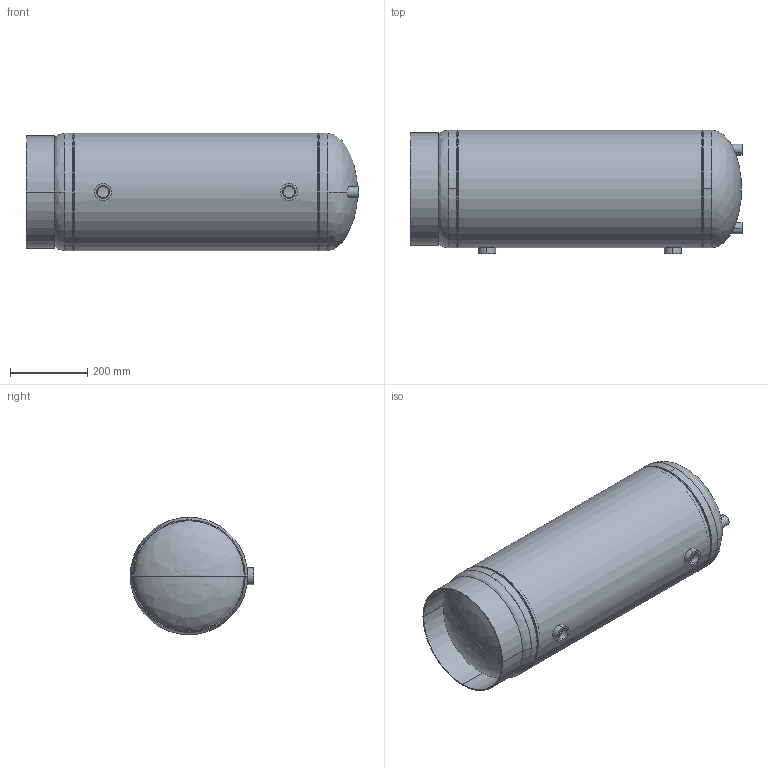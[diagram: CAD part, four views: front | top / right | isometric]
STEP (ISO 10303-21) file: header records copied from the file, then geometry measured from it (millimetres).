
FILE_DESCRIPTION (( 'STEP AP203' ), '1' );
FILE_NAME ('12NAG33.STEP', '2021-03-10T17:33:02', ( '' ), ( '' ), 'SwSTEP 2.0', 'SolidWorks 2021', '' );
FILE_SCHEMA (( 'CONFIG_CONTROL_DESIGN' ));
Length unit declared in the file: inch
Products named in the file (7): 9500050; 9200042; Couplings_9500557; 9200040; 99B0448; 99Q0449; 12NAG33
Assembly tree (8 placements, depth 2):
  12NAG33
    99B0448
    9200040
    9200042
    9500050  x2
    Couplings_9500557  x2
    99Q0449
Bounding box: 861.71 x 320.57 x 304.8 mm (x, y, z)
Volume: 2316040.4 mm3; surface area: 1910903.1 mm2
Topology: 8 solids, 8 shells, 140 faces, 316 edges, 188 vertices
Faces by surface type: cylinder 48, cone 32, plane 24, torus 24, bspline 12
Full cylindrical faces by diameter (mm): 299.72 x1, 304.597 x1
Entity records: 6761 total; most frequent: CARTESIAN_POINT 3359, DIRECTION 594, ORIENTED_EDGE 520, EDGE_CURVE 260, AXIS2_PLACEMENT_3D 259, VERTEX_POINT 156, CIRCLE 144, EDGE_LOOP 128
